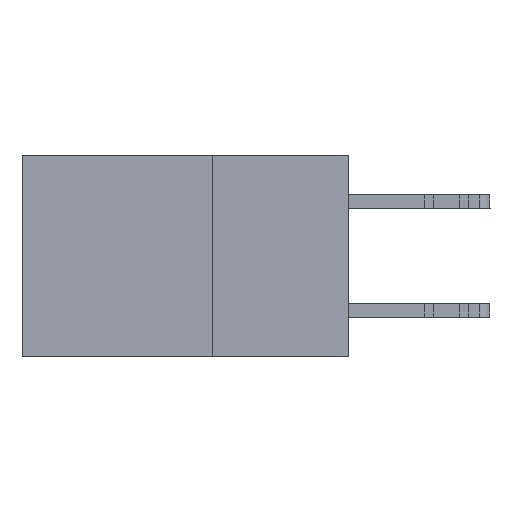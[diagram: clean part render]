
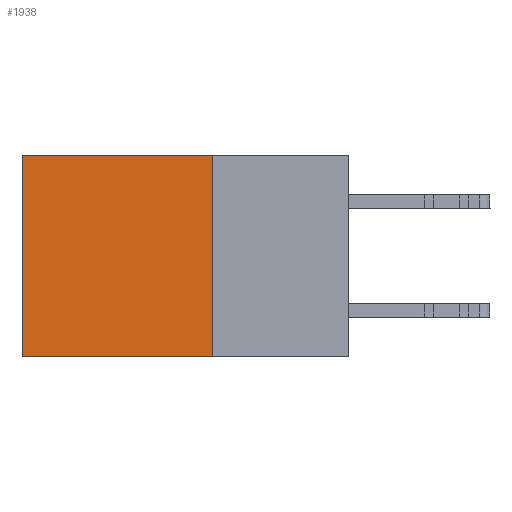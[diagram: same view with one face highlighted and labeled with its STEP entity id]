
A CAD part, left-side view. The second image highlights one B-rep face of the part: STEP entity #1938.
In plain terms, the highlighted planar face has unit normal (-1, 0, 0).
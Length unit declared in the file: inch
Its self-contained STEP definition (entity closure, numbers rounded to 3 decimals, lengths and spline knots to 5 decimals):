
#443 = PLANE ( 'NONE',  #5306 ) ;
#1520 = VERTEX_POINT ( 'NONE', #15924 ) ;
#1815 = EDGE_LOOP ( 'NONE', ( #7643, #7001, #23320, #21707 ) ) ;
#1938 = ADVANCED_FACE ( 'NONE', ( #16159 ), #443, .F. ) ;
#2365 = CARTESIAN_POINT ( 'NONE',  ( 0.2615, 0.25, -0.37 ) ) ;
#3572 = LINE ( 'NONE', #11944, #9183 ) ;
#3868 = CARTESIAN_POINT ( 'NONE',  ( 0.2615, 0.25, -0.37 ) ) ;
#4953 = VERTEX_POINT ( 'NONE', #2365 ) ;
#5057 = VERTEX_POINT ( 'NONE', #17142 ) ;
#5306 = AXIS2_PLACEMENT_3D ( 'NONE', #3868, #13473, #12598 ) ;
#5862 = VECTOR ( 'NONE', #11988, 39.37008 ) ;
#7001 = ORIENTED_EDGE ( 'NONE', *, *, #14928, .F. ) ;
#7643 = ORIENTED_EDGE ( 'NONE', *, *, #18626, .T. ) ;
#9183 = VECTOR ( 'NONE', #25939, 39.37008 ) ;
#9300 = LINE ( 'NONE', #17182, #19392 ) ;
#9932 = CARTESIAN_POINT ( 'NONE',  ( 0.2615, 0.25, -0.37 ) ) ;
#11377 = LINE ( 'NONE', #9932, #5862 ) ;
#11944 = CARTESIAN_POINT ( 'NONE',  ( 0.2615, 0.25, -0.37 ) ) ;
#11988 = DIRECTION ( 'NONE',  ( 0., 1., 0. ) ) ;
#12598 = DIRECTION ( 'NONE',  ( 0., 0., -1. ) ) ;
#13230 = CARTESIAN_POINT ( 'NONE',  ( 0.2615, 0.6, -0.37 ) ) ;
#13461 = EDGE_CURVE ( 'NONE', #1520, #5057, #24600, .T. ) ;
#13473 = DIRECTION ( 'NONE',  ( 1., 0., 0. ) ) ;
#14010 = VECTOR ( 'NONE', #23750, 39.37008 ) ;
#14679 = VERTEX_POINT ( 'NONE', #13230 ) ;
#14928 = EDGE_CURVE ( 'NONE', #4953, #14679, #11377, .T. ) ;
#15739 = CARTESIAN_POINT ( 'NONE',  ( 0.2615, 0.25, 0. ) ) ;
#15924 = CARTESIAN_POINT ( 'NONE',  ( 0.2615, 0.25, 0. ) ) ;
#16159 = FACE_OUTER_BOUND ( 'NONE', #1815, .T. ) ;
#17142 = CARTESIAN_POINT ( 'NONE',  ( 0.2615, 0.6, 0. ) ) ;
#17182 = CARTESIAN_POINT ( 'NONE',  ( 0.2615, 0.6, -0.37 ) ) ;
#18626 = EDGE_CURVE ( 'NONE', #5057, #14679, #9300, .T. ) ;
#19188 = DIRECTION ( 'NONE',  ( 0., 0., -1. ) ) ;
#19392 = VECTOR ( 'NONE', #19188, 39.37008 ) ;
#21707 = ORIENTED_EDGE ( 'NONE', *, *, #13461, .T. ) ;
#23320 = ORIENTED_EDGE ( 'NONE', *, *, #25033, .F. ) ;
#23750 = DIRECTION ( 'NONE',  ( 0., 1., 0. ) ) ;
#24600 = LINE ( 'NONE', #15739, #14010 ) ;
#25033 = EDGE_CURVE ( 'NONE', #1520, #4953, #3572, .T. ) ;
#25939 = DIRECTION ( 'NONE',  ( 0., 0., -1. ) ) ;
